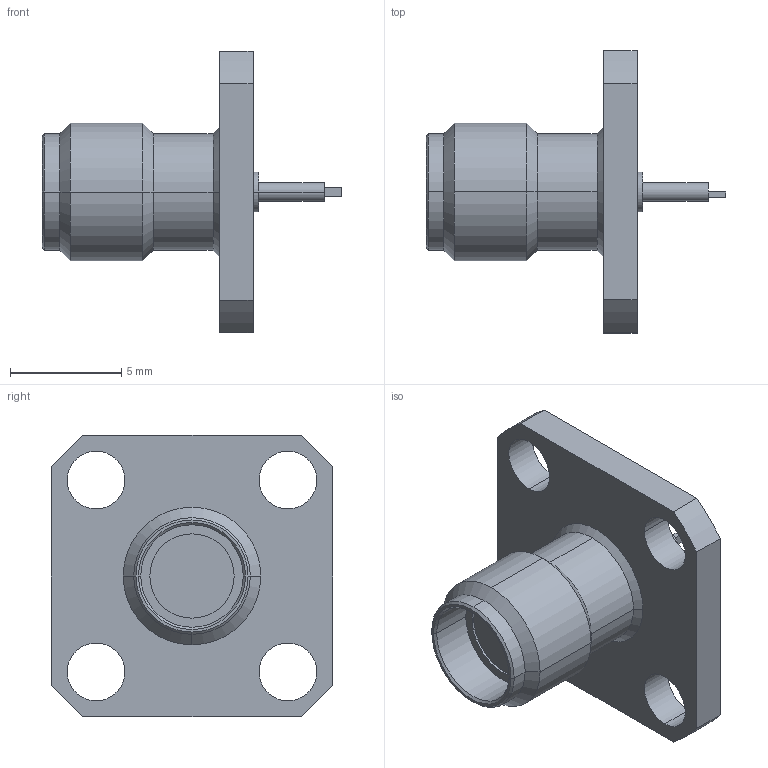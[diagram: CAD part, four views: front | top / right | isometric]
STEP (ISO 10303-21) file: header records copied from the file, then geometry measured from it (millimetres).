
FILE_DESCRIPTION (( 'STEP AP214' ), '1' );
FILE_NAME ('PE1963_3D.STEP', '2022-12-13T22:56:39', ( '' ), ( '' ), 'SwSTEP 2.0', 'SolidWorks 2022', '' );
FILE_SCHEMA (( 'AUTOMOTIVE_DESIGN' ));
Length unit declared in the file: inch
Products named in the file (1): PE1963_3D
Bounding box: 13.5 x 12.7 x 12.7 mm (x, y, z)
Volume: 378 mm3; surface area: 577.3 mm2
Topology: 1 solids, 1 shells, 126 faces, 319 edges, 207 vertices
Faces by surface type: bspline 44, cylinder 35, plane 32, cone 15
Entity records: 6234 total; most frequent: CARTESIAN_POINT 3369, ORIENTED_EDGE 638, DIRECTION 480, EDGE_CURVE 319, VERTEX_POINT 207, AXIS2_PLACEMENT_3D 166, LINE 148, VECTOR 148
